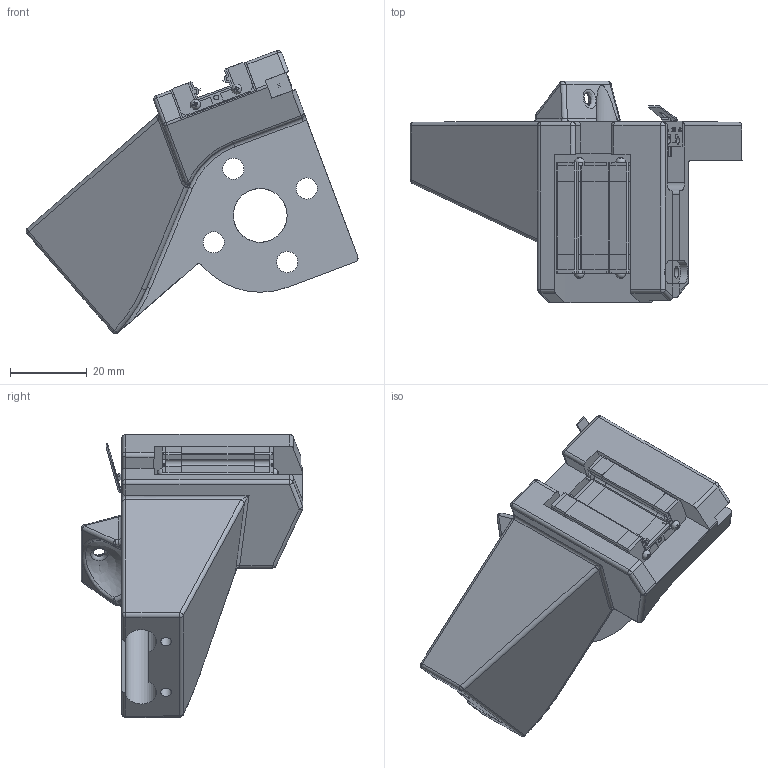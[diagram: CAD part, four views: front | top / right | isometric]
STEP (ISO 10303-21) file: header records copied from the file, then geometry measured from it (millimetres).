
FILE_DESCRIPTION(/* description */ (''),/* implementation_level */ '2;1');
FILE_NAME(/* name */ 'Front Z Axis Carriage t12 Right v2.step',/* time_stamp */ '2021-12-27T10:26:42-06:00',/* author */ (''),/* organization */ (''),/* preprocessor_version */ 'ST-DEVELOPER v18.1',/* originating_system */ 'Autodesk Translation Framework v10.10.0.1391',/* authorisation */ '');
FILE_SCHEMA (('AUTOMOTIVE_DESIGN { 1 0 10303 214 3 1 1 }'));
Length unit declared in the file: millimetre
Products named in the file (13): Front Z Axis Carriage t12 Right; MGN9-C v2; Component10; Component1; Component2; Component3; Component4; Component5; Component6; Component7; Component8; Component9; Limit Switch - Micro Switch
Assembly tree (12 placements, depth 4):
  Front Z Axis Carriage t12 Right
    MGN9-C v2
      Component10
        Component1
        Component2
        Component3
        Component4
        Component5
        Component6
        Component7
        Component8
        Component9
    Limit Switch - Micro Switch
Bounding box: 86.42 x 57.72 x 73.7 mm (x, y, z)
Volume: 58324 mm3; surface area: 22731.3 mm2
Topology: 11 solids, 11 shells, 773 faces, 2086 edges, 1352 vertices
Faces by surface type: plane 413, cylinder 196, bspline 124, sphere 26, torus 8, cone 6
Full cylindrical faces by diameter (mm): 1.288 x5, 2 x2, 2.529 x20, 2.603 x4, 2.8 x2, 3.086 x20, 3.1 x2, 4 x4, 5.5 x4, 8 x4, 14 x1
Entity records: 34903 total; most frequent: CARTESIAN_POINT 15624, ORIENTED_EDGE 4154, DIRECTION 3413, EDGE_CURVE 2077, VERTEX_POINT 1350, LINE 1301, VECTOR 1301, AXIS2_PLACEMENT_3D 1056
